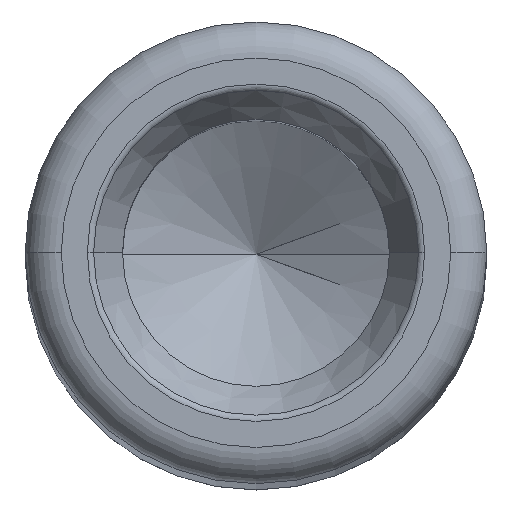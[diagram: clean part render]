
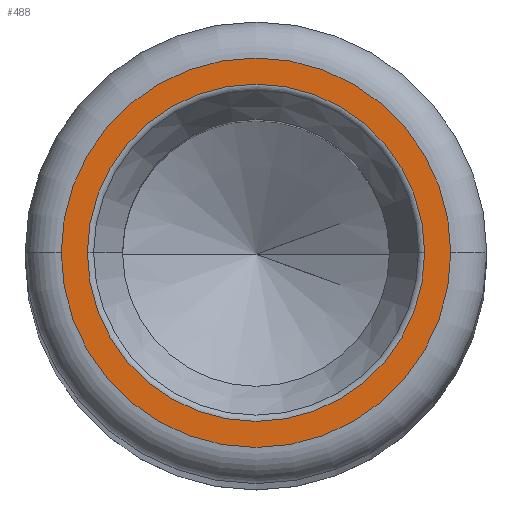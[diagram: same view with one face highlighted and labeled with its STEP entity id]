
A CAD part, top view. The second image highlights one B-rep face of the part: STEP entity #488.
In plain terms, the highlighted planar face has unit normal (0, 0, 1).
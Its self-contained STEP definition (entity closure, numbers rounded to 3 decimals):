
#2 = EDGE_CURVE ( 'NONE', #755, #555, #168, .T. ) ;
#43 = DIRECTION ( 'NONE',  ( 1., 0., 0. ) ) ;
#45 = CARTESIAN_POINT ( 'NONE',  ( -13.5, 0., 260. ) ) ;
#68 = ORIENTED_EDGE ( 'NONE', *, *, #483, .T. ) ;
#85 = AXIS2_PLACEMENT_3D ( 'NONE', #446, #324, #160 ) ;
#86 = DIRECTION ( 'NONE',  ( 0., 0., 1. ) ) ;
#107 = CARTESIAN_POINT ( 'NONE',  ( -11.689, 0., 260. ) ) ;
#126 = AXIS2_PLACEMENT_3D ( 'NONE', #150, #564, #218 ) ;
#150 = CARTESIAN_POINT ( 'NONE',  ( 0., 0., 260. ) ) ;
#160 = DIRECTION ( 'NONE',  ( 1., 0., 0. ) ) ;
#163 = CIRCLE ( 'NONE', #587, 11.689 ) ;
#168 = CIRCLE ( 'NONE', #85, 11.689 ) ;
#174 = AXIS2_PLACEMENT_3D ( 'NONE', #443, #86, #43 ) ;
#192 = FACE_OUTER_BOUND ( 'NONE', #251, .T. ) ;
#218 = DIRECTION ( 'NONE',  ( 1., 0., 0. ) ) ;
#251 = EDGE_LOOP ( 'NONE', ( #680, #482 ) ) ;
#259 = CIRCLE ( 'NONE', #126, 13.5 ) ;
#288 = PLANE ( 'NONE',  #716 ) ;
#303 = VERTEX_POINT ( 'NONE', #712 ) ;
#311 = EDGE_LOOP ( 'NONE', ( #68, #429 ) ) ;
#324 = DIRECTION ( 'NONE',  ( 0., 0., -1. ) ) ;
#341 = CARTESIAN_POINT ( 'NONE',  ( 0., 0., 260. ) ) ;
#385 = VERTEX_POINT ( 'NONE', #45 ) ;
#398 = DIRECTION ( 'NONE',  ( 0., 0., -1. ) ) ;
#429 = ORIENTED_EDGE ( 'NONE', *, *, #2, .T. ) ;
#443 = CARTESIAN_POINT ( 'NONE',  ( 0., 0., 260. ) ) ;
#446 = CARTESIAN_POINT ( 'NONE',  ( 0., 0., 260. ) ) ;
#453 = DIRECTION ( 'NONE',  ( 1., 0., 0. ) ) ;
#482 = ORIENTED_EDGE ( 'NONE', *, *, #655, .T. ) ;
#483 = EDGE_CURVE ( 'NONE', #555, #755, #163, .T. ) ;
#488 = ADVANCED_FACE ( 'NONE', ( #715, #192 ), #288, .T. ) ;
#516 = DIRECTION ( 'NONE',  ( 0., 0., 1. ) ) ;
#538 = CIRCLE ( 'NONE', #174, 13.5 ) ;
#555 = VERTEX_POINT ( 'NONE', #606 ) ;
#564 = DIRECTION ( 'NONE',  ( 0., 0., 1. ) ) ;
#587 = AXIS2_PLACEMENT_3D ( 'NONE', #341, #398, #453 ) ;
#606 = CARTESIAN_POINT ( 'NONE',  ( 11.689, 0., 260. ) ) ;
#653 = EDGE_CURVE ( 'NONE', #303, #385, #259, .T. ) ;
#655 = EDGE_CURVE ( 'NONE', #385, #303, #538, .T. ) ;
#680 = ORIENTED_EDGE ( 'NONE', *, *, #653, .T. ) ;
#693 = CARTESIAN_POINT ( 'NONE',  ( 0., 0., 260. ) ) ;
#712 = CARTESIAN_POINT ( 'NONE',  ( 13.5, 0., 260. ) ) ;
#715 = FACE_BOUND ( 'NONE', #311, .T. ) ;
#716 = AXIS2_PLACEMENT_3D ( 'NONE', #693, #516, #752 ) ;
#752 = DIRECTION ( 'NONE',  ( 1., 0., 0. ) ) ;
#755 = VERTEX_POINT ( 'NONE', #107 ) ;
